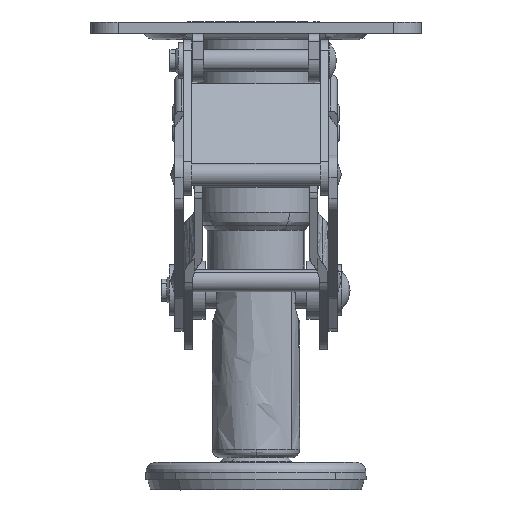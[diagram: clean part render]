
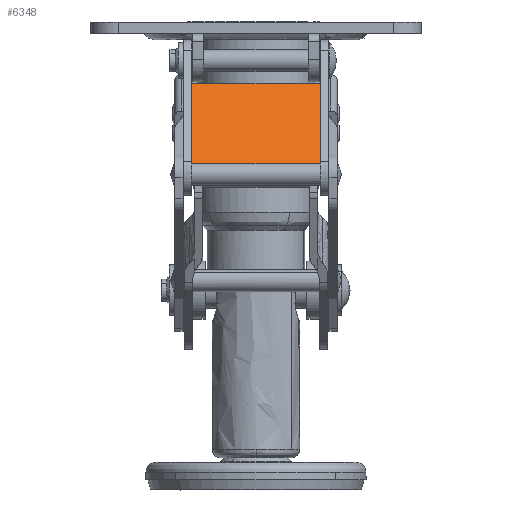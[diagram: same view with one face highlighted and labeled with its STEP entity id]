
A CAD part, left-side view. The second image highlights one B-rep face of the part: STEP entity #6348.
In plain terms, the highlighted free-form (B-spline) face has degree [1, 1] with [2, 2] control points.
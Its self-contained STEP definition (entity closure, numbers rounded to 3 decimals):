
#6313=CARTESIAN_POINT('',(-64.327,-25.573,-57.01));
#6314=CARTESIAN_POINT('',(-41.825,-25.573,-20.828));
#6315=CARTESIAN_POINT('',(-64.327,25.573,-57.01));
#6316=CARTESIAN_POINT('',(-41.825,25.573,-20.828));
#6317=B_SPLINE_SURFACE_WITH_KNOTS('',1,1,((#6313,#6315),(#6314,#6316)),.UNSPECIFIED.,.F.,.F.,.U.,(2,2),(2,2),(0.0,42.609),(0.0,51.145),.UNSPECIFIED.);
#6318=CARTESIAN_POINT('',(-42.847,-23.25,-22.471));
#6319=VERTEX_POINT('',#6318);
#6320=CARTESIAN_POINT('',(-63.305,-23.25,-55.367));
#6321=VERTEX_POINT('',#6320);
#6322=CARTESIAN_POINT('',(-42.847,-23.25,-22.471));
#6323=CARTESIAN_POINT('',(-63.305,-23.25,-55.367));
#6324=QUASI_UNIFORM_CURVE('',1,(#6322,#6323),.UNSPECIFIED.,.F.,.U.);
#6325=EDGE_CURVE('',#6319,#6321,#6324,.T.);
#6326=ORIENTED_EDGE('',*,*,#6325,.F.);
#6327=CARTESIAN_POINT('',(-42.847,23.25,-22.471));
#6328=VERTEX_POINT('',#6327);
#6329=CARTESIAN_POINT('',(-42.847,23.25,-22.471));
#6330=CARTESIAN_POINT('',(-42.847,-23.25,-22.471));
#6331=QUASI_UNIFORM_CURVE('',1,(#6329,#6330),.UNSPECIFIED.,.F.,.U.);
#6332=EDGE_CURVE('',#6328,#6319,#6331,.T.);
#6333=ORIENTED_EDGE('',*,*,#6332,.F.);
#6334=CARTESIAN_POINT('',(-63.305,23.25,-55.367));
#6335=VERTEX_POINT('',#6334);
#6336=CARTESIAN_POINT('',(-42.847,23.25,-22.471));
#6337=CARTESIAN_POINT('',(-63.305,23.25,-55.367));
#6338=QUASI_UNIFORM_CURVE('',1,(#6336,#6337),.UNSPECIFIED.,.F.,.U.);
#6339=EDGE_CURVE('',#6328,#6335,#6338,.T.);
#6340=ORIENTED_EDGE('',*,*,#6339,.T.);
#6341=CARTESIAN_POINT('',(-63.305,23.25,-55.367));
#6342=CARTESIAN_POINT('',(-63.305,-23.25,-55.367));
#6343=QUASI_UNIFORM_CURVE('',1,(#6341,#6342),.UNSPECIFIED.,.F.,.U.);
#6344=EDGE_CURVE('',#6335,#6321,#6343,.T.);
#6345=ORIENTED_EDGE('',*,*,#6344,.T.);
#6346=EDGE_LOOP('',(#6326,#6333,#6340,#6345));
#6347=FACE_OUTER_BOUND('',#6346,.T.);
#6348=ADVANCED_FACE('',(#6347),#6317,.T.);
